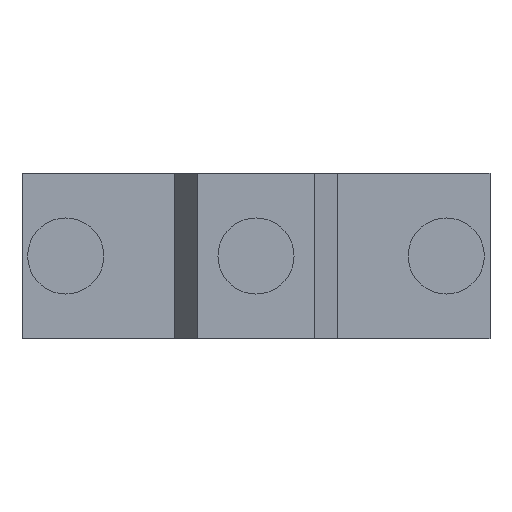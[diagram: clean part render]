
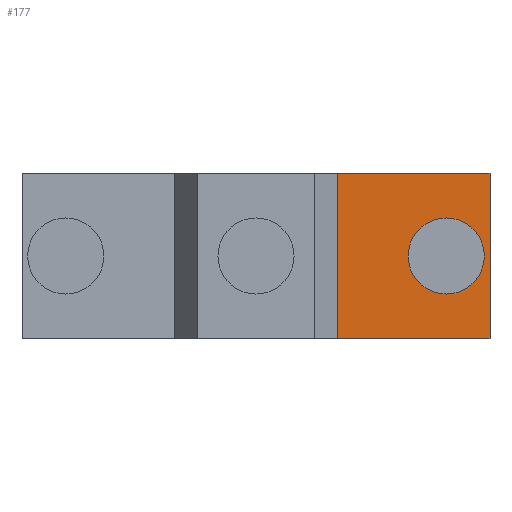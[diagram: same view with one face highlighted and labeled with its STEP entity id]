
A CAD part, front view. The second image highlights one B-rep face of the part: STEP entity #177.
In plain terms, the highlighted planar face has unit normal (0, -1, 0).
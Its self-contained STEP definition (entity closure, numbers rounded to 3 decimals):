
#15 = ORIENTED_EDGE ( 'NONE', *, *, #289, .F. ) ;
#78 = EDGE_CURVE ( 'NONE', #94, #1484, #802, .T. ) ;
#90 = ORIENTED_EDGE ( 'NONE', *, *, #78, .F. ) ;
#94 = VERTEX_POINT ( 'NONE', #995 ) ;
#125 = EDGE_CURVE ( 'NONE', #1676, #154, #1159, .T. ) ;
#138 = ORIENTED_EDGE ( 'NONE', *, *, #1577, .F. ) ;
#151 = VERTEX_POINT ( 'NONE', #687 ) ;
#154 = VERTEX_POINT ( 'NONE', #703 ) ;
#174 = EDGE_CURVE ( 'NONE', #94, #151, #898, .T. ) ;
#177 = ADVANCED_FACE ( 'NONE', ( #907, #908 ), #909, .F. ) ;
#206 = LINE ( 'NONE', #207, #208 ) ;
#207 = CARTESIAN_POINT ( 'NONE',  ( -37.3, -5.6, 8.725 ) ) ;
#208 = VECTOR ( 'NONE', #209, 1000. ) ;
#209 = DIRECTION ( 'NONE',  ( 1., 0., 0. ) ) ;
#289 = EDGE_CURVE ( 'NONE', #1484, #1584, #206, .T. ) ;
#421 = LINE ( 'NONE', #422, #423 ) ;
#422 = CARTESIAN_POINT ( 'NONE',  ( 11.9, -5.6, 8.725 ) ) ;
#423 = VECTOR ( 'NONE', #424, 1000. ) ;
#424 = DIRECTION ( 'NONE',  ( 0., 0., -1. ) ) ;
#442 = CARTESIAN_POINT ( 'NONE',  ( 11.3, -5.6, 0. ) ) ;
#687 = CARTESIAN_POINT ( 'NONE',  ( 11.9, -5.6, -8.725 ) ) ;
#699 = EDGE_CURVE ( 'NONE', #1584, #151, #421, .T. ) ;
#703 = CARTESIAN_POINT ( 'NONE',  ( 3.3, -5.6, 0. ) ) ;
#753 = EDGE_LOOP ( 'NONE', ( #138, #1585 ) ) ;
#802 = LINE ( 'NONE', #803, #804 ) ;
#803 = CARTESIAN_POINT ( 'NONE',  ( -4.1, -5.6, -8.725 ) ) ;
#804 = VECTOR ( 'NONE', #805, 1000. ) ;
#805 = DIRECTION ( 'NONE',  ( 0., 0., 1. ) ) ;
#898 = LINE ( 'NONE', #899, #900 ) ;
#899 = CARTESIAN_POINT ( 'NONE',  ( -37.3, -5.6, -8.725 ) ) ;
#900 = VECTOR ( 'NONE', #901, 1000. ) ;
#901 = DIRECTION ( 'NONE',  ( 1., 0., 0. ) ) ;
#907 = FACE_OUTER_BOUND ( 'NONE', #1702, .T. ) ;
#908 = FACE_BOUND ( 'NONE', #753, .T. ) ;
#909 = PLANE ( 'NONE',  #910 ) ;
#910 = AXIS2_PLACEMENT_3D ( 'NONE', #911, #912, #913 ) ;
#911 = CARTESIAN_POINT ( 'NONE',  ( -37.3, -5.6, 8.725 ) ) ;
#912 = DIRECTION ( 'NONE',  ( 0., 1., 0. ) ) ;
#913 = DIRECTION ( 'NONE',  ( -1., 0., 0. ) ) ;
#973 = CARTESIAN_POINT ( 'NONE',  ( -4.1, -5.6, 8.725 ) ) ;
#995 = CARTESIAN_POINT ( 'NONE',  ( -4.1, -5.6, -8.725 ) ) ;
#1136 = CIRCLE ( 'NONE', #1137, 4. ) ;
#1137 = AXIS2_PLACEMENT_3D ( 'NONE', #1138, #1139, #1140 ) ;
#1138 = CARTESIAN_POINT ( 'NONE',  ( 7.3, -5.6, 0. ) ) ;
#1139 = DIRECTION ( 'NONE',  ( 0., -1., 0. ) ) ;
#1140 = DIRECTION ( 'NONE',  ( -1., 0., 0. ) ) ;
#1148 = CARTESIAN_POINT ( 'NONE',  ( 11.9, -5.6, 8.725 ) ) ;
#1159 = CIRCLE ( 'NONE', #1160, 4. ) ;
#1160 = AXIS2_PLACEMENT_3D ( 'NONE', #1161, #1162, #1163 ) ;
#1161 = CARTESIAN_POINT ( 'NONE',  ( 7.3, -5.6, 0. ) ) ;
#1162 = DIRECTION ( 'NONE',  ( 0., -1., 0. ) ) ;
#1163 = DIRECTION ( 'NONE',  ( -1., 0., 0. ) ) ;
#1484 = VERTEX_POINT ( 'NONE', #973 ) ;
#1577 = EDGE_CURVE ( 'NONE', #154, #1676, #1136, .T. ) ;
#1584 = VERTEX_POINT ( 'NONE', #1148 ) ;
#1585 = ORIENTED_EDGE ( 'NONE', *, *, #125, .F. ) ;
#1606 = ORIENTED_EDGE ( 'NONE', *, *, #699, .F. ) ;
#1676 = VERTEX_POINT ( 'NONE', #442 ) ;
#1698 = ORIENTED_EDGE ( 'NONE', *, *, #174, .T. ) ;
#1702 = EDGE_LOOP ( 'NONE', ( #90, #1698, #1606, #15 ) ) ;
